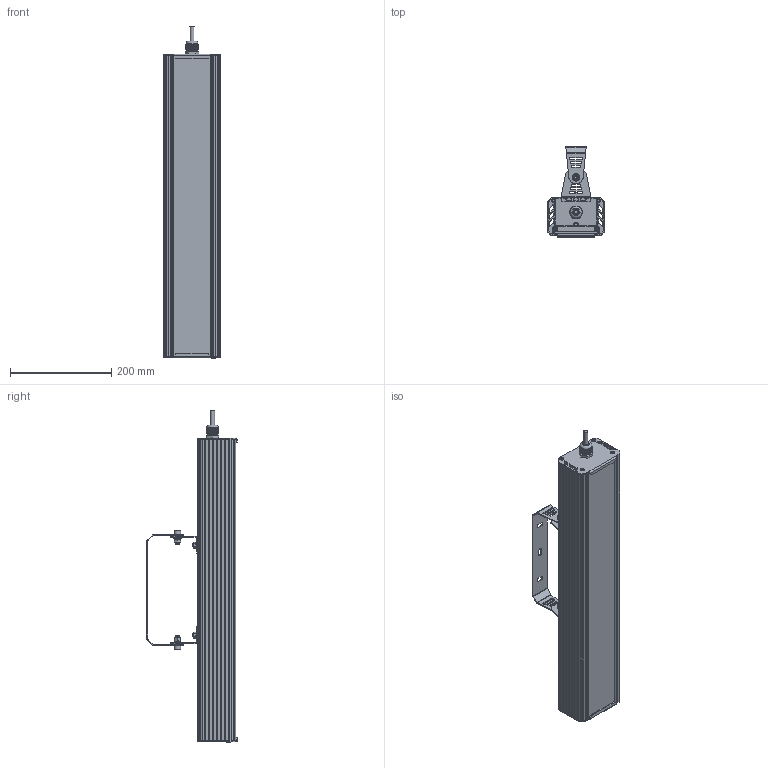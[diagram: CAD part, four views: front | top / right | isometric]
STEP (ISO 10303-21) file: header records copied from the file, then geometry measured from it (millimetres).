
FILE_DESCRIPTION(('STEP AP214'), '1');
FILE_NAME('001.0070.18.000 - ÃÑÏ-Ïðèìà-80', '2023-09-25T06:08:16', ('Ëóêîíèí Å Ï'), ('ÎÊÁ Ñâîé Ñòèëü'), 'C3D Converter', 'C3D Toolkit', '');
FILE_SCHEMA(('AUTOMOTIVE_DESIGN { 1 0 10303 214 3 1 1}'));
Length unit declared in the file: millimetre
Products named in the file (40): 001.0070.18.000
Assembly tree (68 placements, depth 4):
  001.0070.18.000
    (unnamed)
      (unnamed)
      (unnamed)
      (unnamed)  x4
      (unnamed)
      (unnamed)  x4
      (unnamed)
      (unnamed)
      (unnamed)
      (unnamed)  x8
        (unnamed)
        (unnamed)
        (unnamed)
        (unnamed)
        (unnamed)
        (unnamed)
        (unnamed)
        (unnamed)
        (unnamed)
      (unnamed)
        (unnamed)
    (unnamed)
      (unnamed)
      (unnamed)
      (unnamed)
      (unnamed)  x2
      (unnamed)
      (unnamed)
      (unnamed)
      (unnamed)
      (unnamed)
      (unnamed)
      (unnamed)
      (unnamed)
      (unnamed)  x2
      (unnamed)
      (unnamed)
      (unnamed)
      (unnamed)
Bounding box: 112.19 x 178.44 x 656 mm (x, y, z)
Volume: 1162184.3 mm3; surface area: 1001138.7 mm2
Topology: 307 solids, 307 shells, 3918 faces, 9691 edges, 6507 vertices
Faces by surface type: plane 2545, cylinder 1197, cone 98, bspline 41, sphere 24, torus 13
Full cylindrical faces by diameter (mm): 1 x24, 2 x16, 2.5 x32, 2.8 x200, 3.2 x24, 3.5 x40, 4 x8, 4.917 x2, 6 x4, 6.6 x2, 6.647 x2, 8 x10, 8.5 x4, 9 x4, 11 x2, 12 x1, 12.5 x1, 13 x2, 15 x4, 16 x1, 18.5 x3, 20 x1, 23.5 x1
Entity records: 110799 total; most frequent: CARTESIAN_POINT 47526, DIRECTION 10206, ORIENTED_EDGE 10016, EDGE_CURVE 5008, AXIS2_PLACEMENT_3D 3623, VERTEX_POINT 3432, LINE 2960, VECTOR 2960
